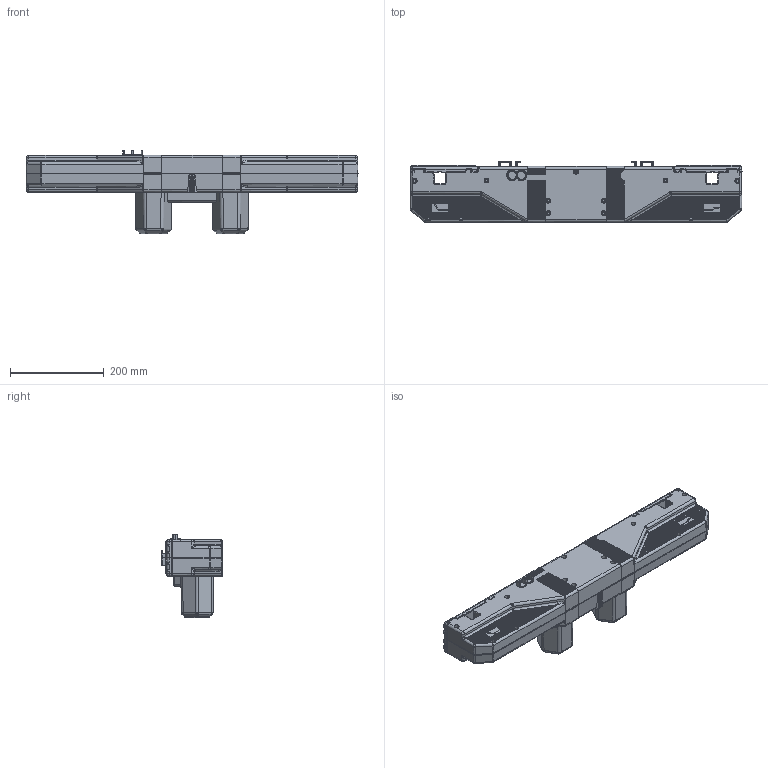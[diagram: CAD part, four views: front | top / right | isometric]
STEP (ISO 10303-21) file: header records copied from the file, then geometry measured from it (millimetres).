
FILE_DESCRIPTION (( 'STEP AP203' ), '1' );
FILE_NAME ('Okimat .STEP', '2011-02-17T06:27:02', ( '.' ), ( '.' ), 'SwSTEP 2.0', 'SolidWorks 2008', '' );
FILE_SCHEMA (( 'CONFIG_CONTROL_DESIGN' ));
Products named in the file (1): Okimat 
Bounding box: 709 x 130 x 177.9 mm (x, y, z)
Volume: 6538555.1 mm3; surface area: 407577.3 mm2
Topology: 1 solids, 1 shells, 6663 faces, 17863 edges, 11097 vertices
Faces by surface type: cylinder 3515, plane 2295, bspline 732, cone 63, torus 42, sphere 16
Entity records: 269365 total; most frequent: CARTESIAN_POINT 131284, ORIENTED_EDGE 35462, DIRECTION 18616, EDGE_CURVE 17731, B_SPLINE_CURVE_WITH_KNOTS 11664, VERTEX_POINT 11096, AXIS2_PLACEMENT_3D 6987, EDGE_LOOP 6715
